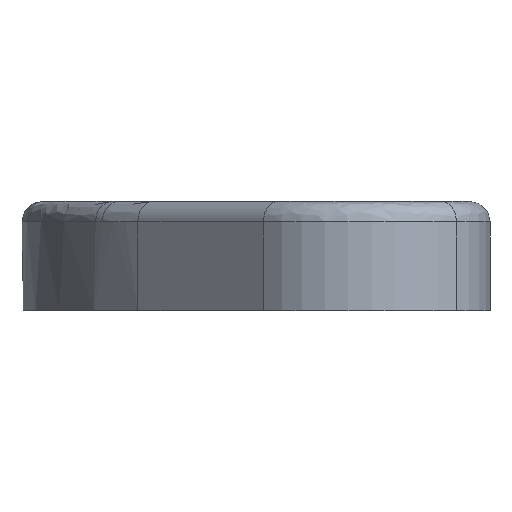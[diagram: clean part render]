
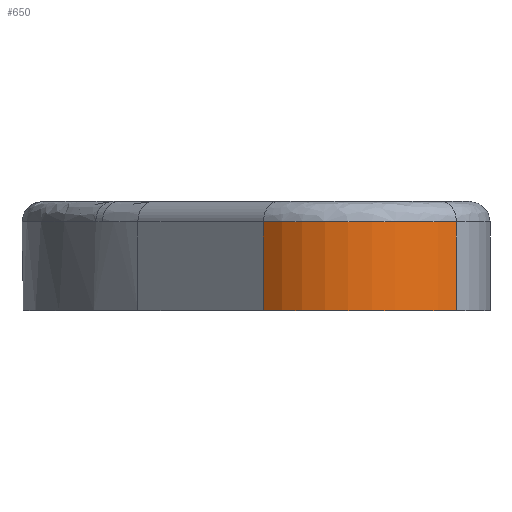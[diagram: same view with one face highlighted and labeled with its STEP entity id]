
A CAD part, left-side view. The second image highlights one B-rep face of the part: STEP entity #650.
In plain terms, the highlighted cylindrical face has radius 10 mm (diameter 20 mm), a partial arc.
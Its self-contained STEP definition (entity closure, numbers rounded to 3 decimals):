
#21 = FACE_OUTER_BOUND ( 'NONE', #1324, .T. ) ;
#57 = CARTESIAN_POINT ( 'NONE',  ( -29.698, 3.889, -1.5 ) ) ;
#99 = VECTOR ( 'NONE', #1794, 1000. ) ;
#105 = DIRECTION ( 'NONE',  ( -1., 0., 0. ) ) ;
#141 = LINE ( 'NONE', #1721, #261 ) ;
#261 = VECTOR ( 'NONE', #730, 1000. ) ;
#320 = VERTEX_POINT ( 'NONE', #325 ) ;
#325 = CARTESIAN_POINT ( 'NONE',  ( -29.698, -10.253, -1.5 ) ) ;
#343 = CARTESIAN_POINT ( 'NONE',  ( -29.698, 3.889, 0. ) ) ;
#400 = EDGE_CURVE ( 'NONE', #991, #320, #141, .T. ) ;
#450 = VERTEX_POINT ( 'NONE', #2100 ) ;
#601 = AXIS2_PLACEMENT_3D ( 'NONE', #627, #2247, #1238 ) ;
#627 = CARTESIAN_POINT ( 'NONE',  ( -22.627, -3.182, 0. ) ) ;
#650 = ADVANCED_FACE ( 'NONE', ( #21 ), #796, .T. ) ;
#730 = DIRECTION ( 'NONE',  ( 0., 0., 1. ) ) ;
#762 = ORIENTED_EDGE ( 'NONE', *, *, #400, .T. ) ;
#796 = CYLINDRICAL_SURFACE ( 'NONE', #601, 10. ) ;
#815 = CARTESIAN_POINT ( 'NONE',  ( -29.698, -10.253, -8. ) ) ;
#939 = AXIS2_PLACEMENT_3D ( 'NONE', #1418, #1469, #2252 ) ;
#991 = VERTEX_POINT ( 'NONE', #815 ) ;
#1238 = DIRECTION ( 'NONE',  ( -1., 0., 0. ) ) ;
#1324 = EDGE_LOOP ( 'NONE', ( #2556, #1643, #762, #1956 ) ) ;
#1370 = CIRCLE ( 'NONE', #939, 10. ) ;
#1395 = VERTEX_POINT ( 'NONE', #57 ) ;
#1418 = CARTESIAN_POINT ( 'NONE',  ( -22.627, -3.182, -8. ) ) ;
#1469 = DIRECTION ( 'NONE',  ( 0., 0., -1. ) ) ;
#1579 = LINE ( 'NONE', #343, #99 ) ;
#1643 = ORIENTED_EDGE ( 'NONE', *, *, #1763, .F. ) ;
#1721 = CARTESIAN_POINT ( 'NONE',  ( -29.698, -10.253, 0. ) ) ;
#1757 = CIRCLE ( 'NONE', #2385, 10. ) ;
#1763 = EDGE_CURVE ( 'NONE', #991, #450, #1370, .T. ) ;
#1794 = DIRECTION ( 'NONE',  ( 0., 0., -1. ) ) ;
#1924 = DIRECTION ( 'NONE',  ( 0., 0., -1. ) ) ;
#1956 = ORIENTED_EDGE ( 'NONE', *, *, #2082, .T. ) ;
#2082 = EDGE_CURVE ( 'NONE', #320, #1395, #1757, .T. ) ;
#2100 = CARTESIAN_POINT ( 'NONE',  ( -29.698, 3.889, -8. ) ) ;
#2167 = EDGE_CURVE ( 'NONE', #1395, #450, #1579, .T. ) ;
#2247 = DIRECTION ( 'NONE',  ( 0., 0., -1. ) ) ;
#2252 = DIRECTION ( 'NONE',  ( -1., 0., 0. ) ) ;
#2327 = CARTESIAN_POINT ( 'NONE',  ( -22.627, -3.182, -1.5 ) ) ;
#2385 = AXIS2_PLACEMENT_3D ( 'NONE', #2327, #1924, #105 ) ;
#2556 = ORIENTED_EDGE ( 'NONE', *, *, #2167, .T. ) ;
